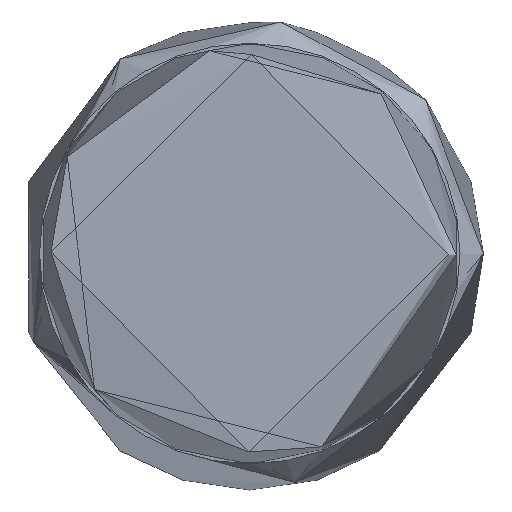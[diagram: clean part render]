
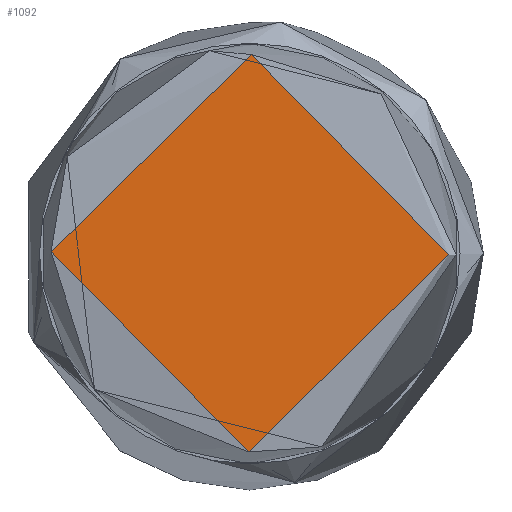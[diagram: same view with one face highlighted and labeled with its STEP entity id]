
A CAD part, top view. The second image highlights one B-rep face of the part: STEP entity #1092.
In plain terms, the highlighted planar face has unit normal (0, 0, 1).
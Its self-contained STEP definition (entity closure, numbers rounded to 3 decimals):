
#258=FACE_OUTER_BOUND('',#323,.T.);
#323=EDGE_LOOP('',(#778));
#395=CIRCLE('',#1182,5.103);
#457=VERTEX_POINT('',#1685);
#590=EDGE_CURVE('',#457,#457,#395,.T.);
#778=ORIENTED_EDGE('',*,*,#590,.T.);
#1008=PLANE('',#1181);
#1092=ADVANCED_FACE('',(#258),#1008,.F.);
#1181=AXIS2_PLACEMENT_3D('',#1684,#1319,#1320);
#1182=AXIS2_PLACEMENT_3D('',#1686,#1321,#1322);
#1319=DIRECTION('center_axis',(0.,0.,-1.));
#1320=DIRECTION('ref_axis',(1.,0.,0.));
#1321=DIRECTION('center_axis',(0.,0.,1.));
#1322=DIRECTION('ref_axis',(1.,-0.008,0.));
#1684=CARTESIAN_POINT('Origin',(0.,0.,56.5));
#1685=CARTESIAN_POINT('',(5.103,-0.039,56.5));
#1686=CARTESIAN_POINT('Origin',(0.,0.,56.5));
